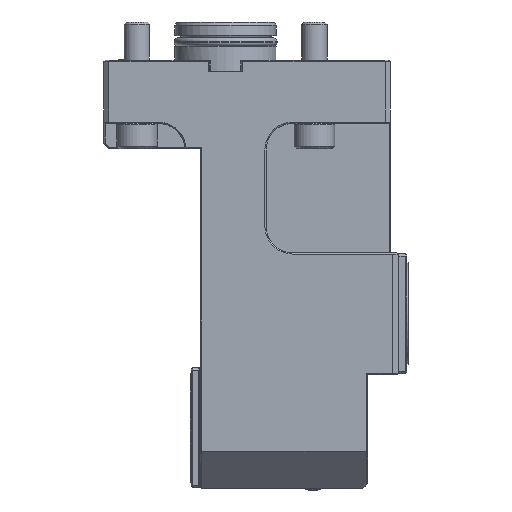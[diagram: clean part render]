
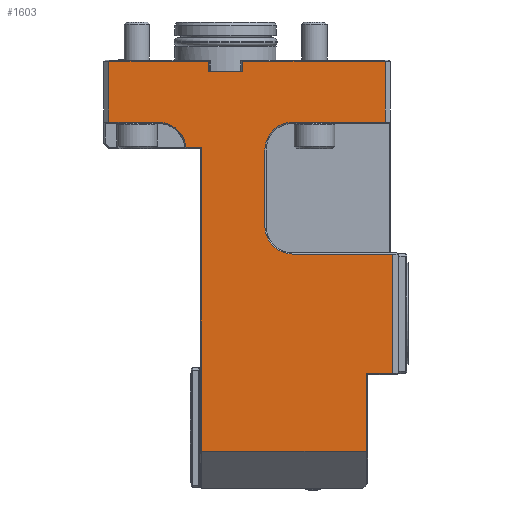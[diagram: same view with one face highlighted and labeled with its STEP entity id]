
A CAD part, front view. The second image highlights one B-rep face of the part: STEP entity #1603.
In plain terms, the highlighted planar face has unit normal (0, -1, 0).
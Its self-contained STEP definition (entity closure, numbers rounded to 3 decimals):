
#202=LINE('',#8725,#749);
#211=LINE('',#8744,#758);
#269=LINE('',#8869,#816);
#293=LINE('',#8915,#840);
#322=LINE('',#9007,#869);
#357=LINE('',#9165,#904);
#367=LINE('',#9193,#914);
#368=LINE('',#9196,#915);
#369=LINE('',#9200,#916);
#370=LINE('',#9201,#917);
#371=LINE('',#9202,#918);
#372=LINE('',#9204,#919);
#373=LINE('',#9206,#920);
#374=LINE('',#9207,#921);
#375=LINE('',#9209,#922);
#376=LINE('',#9210,#923);
#377=LINE('',#9212,#924);
#749=VECTOR('',#6660,1.);
#758=VECTOR('',#6677,1.);
#816=VECTOR('',#6773,1.);
#840=VECTOR('',#6815,1.);
#869=VECTOR('',#6890,1.);
#904=VECTOR('',#7005,1.);
#914=VECTOR('',#7035,1.);
#915=VECTOR('',#7036,1.);
#916=VECTOR('',#7039,1.);
#917=VECTOR('',#7040,1.);
#918=VECTOR('',#7041,1.);
#919=VECTOR('',#7042,1.);
#920=VECTOR('',#7043,1.);
#921=VECTOR('',#7044,1.);
#922=VECTOR('',#7045,1.);
#923=VECTOR('',#7046,1.);
#924=VECTOR('',#7047,1.);
#1603=ADVANCED_FACE('',(#2130),#1880,.F.);
#1880=PLANE('',#5970);
#2130=FACE_OUTER_BOUND('',#2505,.T.);
#2505=EDGE_LOOP('',(#3418,#3419,#3420,#3421,#3422,#3423,#3424,#3425,#3426,
#3427,#3428,#3429,#3430,#3431,#3432,#3433,#3434,#3435,#3436,#3437));
#3418=ORIENTED_EDGE('',*,*,#5150,.T.);
#3419=ORIENTED_EDGE('',*,*,#5151,.T.);
#3420=ORIENTED_EDGE('',*,*,#5152,.T.);
#3421=ORIENTED_EDGE('',*,*,#5153,.T.);
#3422=ORIENTED_EDGE('',*,*,#5149,.T.);
#3423=ORIENTED_EDGE('',*,*,#5136,.T.);
#3424=ORIENTED_EDGE('',*,*,#5154,.T.);
#3425=ORIENTED_EDGE('',*,*,#4935,.T.);
#3426=ORIENTED_EDGE('',*,*,#5155,.T.);
#3427=ORIENTED_EDGE('',*,*,#5156,.F.);
#3428=ORIENTED_EDGE('',*,*,#5157,.T.);
#3429=ORIENTED_EDGE('',*,*,#5075,.T.);
#3430=ORIENTED_EDGE('',*,*,#5031,.T.);
#3431=ORIENTED_EDGE('',*,*,#5007,.T.);
#3432=ORIENTED_EDGE('',*,*,#5127,.T.);
#3433=ORIENTED_EDGE('',*,*,#5158,.T.);
#3434=ORIENTED_EDGE('',*,*,#5159,.T.);
#3435=ORIENTED_EDGE('',*,*,#4944,.F.);
#3436=ORIENTED_EDGE('',*,*,#5160,.T.);
#3437=ORIENTED_EDGE('',*,*,#5161,.T.);
#4388=VERTEX_POINT('',#8724);
#4389=VERTEX_POINT('',#8726);
#4394=VERTEX_POINT('',#8743);
#4395=VERTEX_POINT('',#8745);
#4442=VERTEX_POINT('',#8868);
#4443=VERTEX_POINT('',#8870);
#4456=VERTEX_POINT('',#8916);
#4492=VERTEX_POINT('',#9008);
#4519=VERTEX_POINT('',#9146);
#4525=VERTEX_POINT('',#9162);
#4526=VERTEX_POINT('',#9164);
#4534=VERTEX_POINT('',#9190);
#4535=VERTEX_POINT('',#9194);
#4536=VERTEX_POINT('',#9195);
#4537=VERTEX_POINT('',#9197);
#4538=VERTEX_POINT('',#9199);
#4539=VERTEX_POINT('',#9203);
#4540=VERTEX_POINT('',#9205);
#4541=VERTEX_POINT('',#9208);
#4542=VERTEX_POINT('',#9211);
#4935=EDGE_CURVE('',#4389,#4388,#202,.T.);
#4944=EDGE_CURVE('',#4394,#4395,#211,.T.);
#5007=EDGE_CURVE('',#4443,#4442,#269,.T.);
#5031=EDGE_CURVE('',#4456,#4443,#293,.T.);
#5075=EDGE_CURVE('',#4492,#4456,#322,.T.);
#5127=EDGE_CURVE('',#4442,#4519,#5587,.T.);
#5136=EDGE_CURVE('',#4525,#4526,#357,.T.);
#5149=EDGE_CURVE('',#4534,#4525,#5591,.T.);
#5150=EDGE_CURVE('',#4535,#4536,#367,.T.);
#5151=EDGE_CURVE('',#4536,#4537,#368,.T.);
#5152=EDGE_CURVE('',#4537,#4538,#5592,.T.);
#5153=EDGE_CURVE('',#4538,#4534,#369,.T.);
#5154=EDGE_CURVE('',#4526,#4389,#370,.T.);
#5155=EDGE_CURVE('',#4388,#4539,#371,.T.);
#5156=EDGE_CURVE('',#4540,#4539,#372,.T.);
#5157=EDGE_CURVE('',#4540,#4492,#373,.T.);
#5158=EDGE_CURVE('',#4519,#4541,#374,.T.);
#5159=EDGE_CURVE('',#4541,#4395,#375,.T.);
#5160=EDGE_CURVE('',#4394,#4542,#376,.T.);
#5161=EDGE_CURVE('',#4542,#4535,#377,.T.);
#5587=CIRCLE('',#5956,11.);
#5591=CIRCLE('',#5967,11.);
#5592=CIRCLE('',#5969,11.);
#5956=AXIS2_PLACEMENT_3D('',#9147,#6991,#6992);
#5967=AXIS2_PLACEMENT_3D('',#9191,#7031,#7032);
#5969=AXIS2_PLACEMENT_3D('',#9198,#7037,#7038);
#5970=AXIS2_PLACEMENT_3D('',#9213,#7048,#7049);
#6660=DIRECTION('',(-1.,0.,0.));
#6677=DIRECTION('',(-1.,0.,0.));
#6773=DIRECTION('',(1.,0.,0.));
#6815=DIRECTION('',(0.,0.,-1.));
#6890=DIRECTION('',(-1.,0.,0.));
#6991=DIRECTION('',(0.,1.,0.));
#6992=DIRECTION('',(0.,0.,-1.));
#7005=DIRECTION('',(1.,0.,0.));
#7031=DIRECTION('',(0.,1.,0.));
#7032=DIRECTION('',(0.,0.,-1.));
#7035=DIRECTION('',(0.,0.,1.));
#7036=DIRECTION('',(-1.,0.,0.));
#7037=DIRECTION('',(0.,1.,0.));
#7038=DIRECTION('',(0.,0.,-1.));
#7039=DIRECTION('',(0.,0.,1.));
#7040=DIRECTION('',(0.,0.,1.));
#7041=DIRECTION('',(0.,0.,-1.));
#7042=DIRECTION('',(1.,0.,0.));
#7043=DIRECTION('',(0.,0.,1.));
#7044=DIRECTION('',(1.,0.,0.));
#7045=DIRECTION('',(0.,0.,-1.));
#7046=DIRECTION('',(0.,0.,1.));
#7047=DIRECTION('',(1.,0.,0.));
#7048=DIRECTION('',(0.,1.,0.));
#7049=DIRECTION('',(0.,0.,1.));
#8724=CARTESIAN_POINT('',(6.8,-38.7,-0.5));
#8725=CARTESIAN_POINT('',(68.,-38.7,-0.5));
#8726=CARTESIAN_POINT('',(63.,-38.7,-0.5));
#8743=CARTESIAN_POINT('',(55.5,-38.7,-154.3));
#8744=CARTESIAN_POINT('',(68.,-38.7,-154.3));
#8745=CARTESIAN_POINT('',(-9.5,-38.7,-154.3));
#8868=CARTESIAN_POINT('',(-26.5,-38.7,-24.5));
#8869=CARTESIAN_POINT('',(68.,-38.7,-24.5));
#8870=CARTESIAN_POINT('',(-46.,-38.7,-24.5));
#8915=CARTESIAN_POINT('',(-46.,-38.7,-169.));
#8916=CARTESIAN_POINT('',(-46.,-38.7,-0.5));
#9007=CARTESIAN_POINT('',(68.,-38.7,-0.5));
#9008=CARTESIAN_POINT('',(-6.8,-38.7,-0.5));
#9146=CARTESIAN_POINT('',(-15.546,-38.7,-34.5));
#9147=CARTESIAN_POINT('',(-26.5,-38.7,-35.5));
#9162=CARTESIAN_POINT('',(26.5,-38.7,-24.5));
#9164=CARTESIAN_POINT('',(63.,-38.7,-24.5));
#9165=CARTESIAN_POINT('',(63.,-38.7,-24.5));
#9190=CARTESIAN_POINT('',(15.5,-38.7,-35.5));
#9191=CARTESIAN_POINT('',(26.5,-38.7,-35.5));
#9193=CARTESIAN_POINT('',(66.,-38.7,-169.));
#9194=CARTESIAN_POINT('',(66.,-38.7,-123.5));
#9195=CARTESIAN_POINT('',(66.,-38.7,-76.5));
#9196=CARTESIAN_POINT('',(26.5,-38.7,-76.5));
#9197=CARTESIAN_POINT('',(26.5,-38.7,-76.5));
#9198=CARTESIAN_POINT('',(26.5,-38.7,-65.5));
#9199=CARTESIAN_POINT('',(15.5,-38.7,-65.5));
#9200=CARTESIAN_POINT('',(15.5,-38.7,-35.5));
#9201=CARTESIAN_POINT('',(63.,-38.7,-169.));
#9202=CARTESIAN_POINT('',(6.8,-38.7,-169.));
#9203=CARTESIAN_POINT('',(6.8,-38.7,-4.5));
#9204=CARTESIAN_POINT('',(68.,-38.7,-4.5));
#9205=CARTESIAN_POINT('',(-6.8,-38.7,-4.5));
#9206=CARTESIAN_POINT('',(-6.8,-38.7,-169.));
#9207=CARTESIAN_POINT('',(68.,-38.7,-34.5));
#9208=CARTESIAN_POINT('',(-9.5,-38.7,-34.5));
#9209=CARTESIAN_POINT('',(-9.5,-38.7,-154.3));
#9210=CARTESIAN_POINT('',(55.5,-38.7,-169.));
#9211=CARTESIAN_POINT('',(55.5,-38.7,-123.5));
#9212=CARTESIAN_POINT('',(68.,-38.7,-123.5));
#9213=CARTESIAN_POINT('',(68.,-38.7,-169.));
